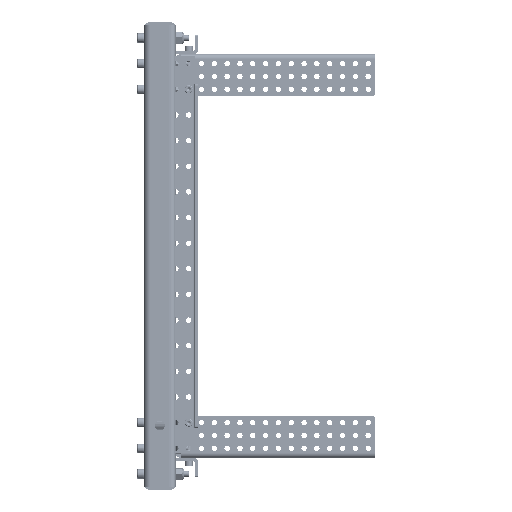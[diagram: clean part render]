
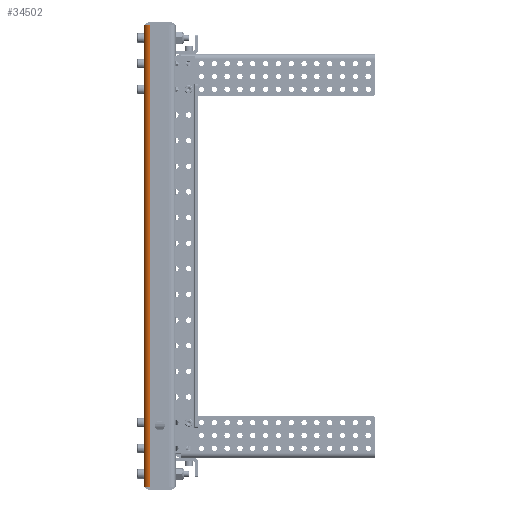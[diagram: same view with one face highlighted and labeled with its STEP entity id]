
A CAD part, left-side view. The second image highlights one B-rep face of the part: STEP entity #34502.
In plain terms, the highlighted cylindrical face has radius 6.35 mm (diameter 12.7 mm), a partial arc.
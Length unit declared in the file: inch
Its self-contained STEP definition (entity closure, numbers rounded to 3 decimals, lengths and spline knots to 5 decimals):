
#396 = CARTESIAN_POINT ( 'NONE',  ( 30., 0.25, 0. ) ) ;
#1081 = CYLINDRICAL_SURFACE ( 'NONE', #1412, 0.25 ) ;
#1412 = AXIS2_PLACEMENT_3D ( 'NONE', #33080, #17350, #29030 ) ;
#1923 = CARTESIAN_POINT ( 'NONE',  ( 12., 0., -0.25 ) ) ;
#3937 = CARTESIAN_POINT ( 'NONE',  ( 30., 0., -0.25 ) ) ;
#5038 = CARTESIAN_POINT ( 'NONE',  ( 30., 0.25, -0.25 ) ) ;
#7265 = EDGE_LOOP ( 'NONE', ( #24451, #19528, #47006, #10537 ) ) ;
#10537 = ORIENTED_EDGE ( 'NONE', *, *, #32188, .T. ) ;
#11122 = LINE ( 'NONE', #49508, #46323 ) ;
#11555 = VERTEX_POINT ( 'NONE', #36409 ) ;
#14248 = CIRCLE ( 'NONE', #29906, 0.25 ) ;
#15792 = LINE ( 'NONE', #21866, #31491 ) ;
#16860 = CIRCLE ( 'NONE', #21901, 0.25 ) ;
#17007 = CARTESIAN_POINT ( 'NONE',  ( 12., 0.25, -0.25 ) ) ;
#17350 = DIRECTION ( 'NONE',  ( 1., 0., 0. ) ) ;
#19528 = ORIENTED_EDGE ( 'NONE', *, *, #49748, .F. ) ;
#19900 = VERTEX_POINT ( 'NONE', #1923 ) ;
#20240 = DIRECTION ( 'NONE',  ( 0., 1., 0. ) ) ;
#21361 = EDGE_CURVE ( 'NONE', #19900, #11555, #14248, .T. ) ;
#21866 = CARTESIAN_POINT ( 'NONE',  ( 0., 0.25, 0. ) ) ;
#21901 = AXIS2_PLACEMENT_3D ( 'NONE', #5038, #32102, #39990 ) ;
#24451 = ORIENTED_EDGE ( 'NONE', *, *, #21361, .F. ) ;
#26214 = DIRECTION ( 'NONE',  ( -1., 0., 0. ) ) ;
#27519 = EDGE_CURVE ( 'NONE', #43018, #47757, #16860, .T. ) ;
#29030 = DIRECTION ( 'NONE',  ( 0., 0., 1. ) ) ;
#29906 = AXIS2_PLACEMENT_3D ( 'NONE', #17007, #40100, #20240 ) ;
#31491 = VECTOR ( 'NONE', #49050, 39.37008 ) ;
#32102 = DIRECTION ( 'NONE',  ( 1., 0., 0. ) ) ;
#32188 = EDGE_CURVE ( 'NONE', #43018, #11555, #15792, .T. ) ;
#33080 = CARTESIAN_POINT ( 'NONE',  ( 30., 0.25, -0.25 ) ) ;
#34502 = ADVANCED_FACE ( 'NONE', ( #50251 ), #1081, .T. ) ;
#36409 = CARTESIAN_POINT ( 'NONE',  ( 12., 0.25, 0. ) ) ;
#39990 = DIRECTION ( 'NONE',  ( 0., 0., -1. ) ) ;
#40100 = DIRECTION ( 'NONE',  ( -1., 0., 0. ) ) ;
#43018 = VERTEX_POINT ( 'NONE', #396 ) ;
#46323 = VECTOR ( 'NONE', #26214, 39.37008 ) ;
#47006 = ORIENTED_EDGE ( 'NONE', *, *, #27519, .F. ) ;
#47757 = VERTEX_POINT ( 'NONE', #3937 ) ;
#49050 = DIRECTION ( 'NONE',  ( -1., 0., 0. ) ) ;
#49508 = CARTESIAN_POINT ( 'NONE',  ( 30., 0., -0.25 ) ) ;
#49748 = EDGE_CURVE ( 'NONE', #47757, #19900, #11122, .T. ) ;
#50251 = FACE_OUTER_BOUND ( 'NONE', #7265, .T. ) ;
